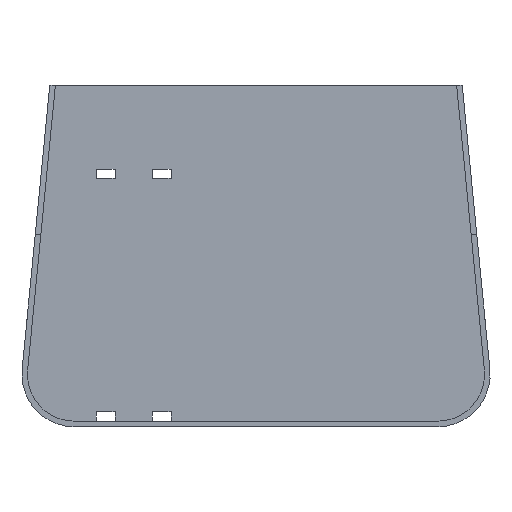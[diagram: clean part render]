
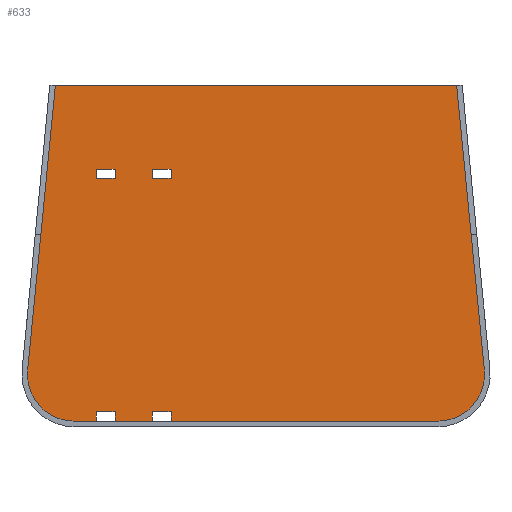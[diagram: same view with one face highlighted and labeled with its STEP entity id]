
A CAD part, top view. The second image highlights one B-rep face of the part: STEP entity #633.
In plain terms, the highlighted planar face has unit normal (0, 0, 1).
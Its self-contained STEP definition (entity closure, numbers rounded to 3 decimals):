
#19=FACE_BOUND('',#78,.T.);
#20=FACE_BOUND('',#79,.T.);
#25=CIRCLE('',#678,25.);
#26=CIRCLE('',#679,25.);
#47=FACE_OUTER_BOUND('',#77,.T.);
#77=EDGE_LOOP('',(#469,#470,#471,#472,#473,#474,#475,#476,#477,#478,#479,
#480,#481,#482));
#78=EDGE_LOOP('',(#483,#484,#485,#486));
#79=EDGE_LOOP('',(#487,#488,#489,#490));
#99=LINE('',#865,#181);
#103=LINE('',#873,#185);
#106=LINE('',#879,#188);
#109=LINE('',#884,#191);
#111=LINE('',#889,#193);
#115=LINE('',#897,#197);
#118=LINE('',#903,#200);
#121=LINE('',#908,#203);
#123=LINE('',#913,#205);
#127=LINE('',#921,#209);
#130=LINE('',#927,#212);
#133=LINE('',#934,#215);
#137=LINE('',#942,#219);
#140=LINE('',#948,#222);
#143=LINE('',#953,#225);
#144=LINE('',#955,#226);
#145=LINE('',#959,#227);
#146=LINE('',#961,#228);
#147=LINE('',#963,#229);
#148=LINE('',#966,#230);
#181=VECTOR('',#705,10.);
#185=VECTOR('',#711,10.);
#188=VECTOR('',#716,10.);
#191=VECTOR('',#721,10.);
#193=VECTOR('',#725,10.);
#197=VECTOR('',#731,10.);
#200=VECTOR('',#736,10.);
#203=VECTOR('',#741,10.);
#205=VECTOR('',#745,10.);
#209=VECTOR('',#751,10.);
#212=VECTOR('',#756,10.);
#215=VECTOR('',#761,10.);
#219=VECTOR('',#767,10.);
#222=VECTOR('',#772,10.);
#225=VECTOR('',#777,10.);
#226=VECTOR('',#778,10.);
#227=VECTOR('',#781,10.);
#228=VECTOR('',#782,10.);
#229=VECTOR('',#783,10.);
#230=VECTOR('',#786,10.);
#263=VERTEX_POINT('',#863);
#264=VERTEX_POINT('',#864);
#267=VERTEX_POINT('',#872);
#269=VERTEX_POINT('',#878);
#271=VERTEX_POINT('',#887);
#272=VERTEX_POINT('',#888);
#275=VERTEX_POINT('',#896);
#277=VERTEX_POINT('',#902);
#279=VERTEX_POINT('',#911);
#280=VERTEX_POINT('',#912);
#283=VERTEX_POINT('',#920);
#285=VERTEX_POINT('',#926);
#287=VERTEX_POINT('',#932);
#288=VERTEX_POINT('',#933);
#291=VERTEX_POINT('',#941);
#293=VERTEX_POINT('',#947);
#295=VERTEX_POINT('',#954);
#296=VERTEX_POINT('',#956);
#297=VERTEX_POINT('',#958);
#298=VERTEX_POINT('',#960);
#299=VERTEX_POINT('',#962);
#300=VERTEX_POINT('',#964);
#323=EDGE_CURVE('',#263,#264,#99,.T.);
#327=EDGE_CURVE('',#264,#267,#103,.T.);
#330=EDGE_CURVE('',#267,#269,#106,.T.);
#333=EDGE_CURVE('',#269,#263,#109,.T.);
#335=EDGE_CURVE('',#271,#272,#111,.T.);
#339=EDGE_CURVE('',#272,#275,#115,.T.);
#342=EDGE_CURVE('',#275,#277,#118,.T.);
#345=EDGE_CURVE('',#277,#271,#121,.T.);
#347=EDGE_CURVE('',#279,#280,#123,.T.);
#351=EDGE_CURVE('',#280,#283,#127,.T.);
#354=EDGE_CURVE('',#285,#279,#130,.T.);
#357=EDGE_CURVE('',#287,#288,#133,.T.);
#361=EDGE_CURVE('',#288,#291,#137,.T.);
#364=EDGE_CURVE('',#293,#287,#140,.T.);
#367=EDGE_CURVE('',#283,#293,#143,.T.);
#368=EDGE_CURVE('',#291,#295,#144,.T.);
#369=EDGE_CURVE('',#296,#295,#25,.T.);
#370=EDGE_CURVE('',#296,#297,#145,.T.);
#371=EDGE_CURVE('',#297,#298,#146,.T.);
#372=EDGE_CURVE('',#298,#299,#147,.T.);
#373=EDGE_CURVE('',#300,#299,#26,.T.);
#374=EDGE_CURVE('',#300,#285,#148,.T.);
#469=ORIENTED_EDGE('',*,*,#354,.T.);
#470=ORIENTED_EDGE('',*,*,#347,.T.);
#471=ORIENTED_EDGE('',*,*,#351,.T.);
#472=ORIENTED_EDGE('',*,*,#367,.T.);
#473=ORIENTED_EDGE('',*,*,#364,.T.);
#474=ORIENTED_EDGE('',*,*,#357,.T.);
#475=ORIENTED_EDGE('',*,*,#361,.T.);
#476=ORIENTED_EDGE('',*,*,#368,.T.);
#477=ORIENTED_EDGE('',*,*,#369,.F.);
#478=ORIENTED_EDGE('',*,*,#370,.T.);
#479=ORIENTED_EDGE('',*,*,#371,.T.);
#480=ORIENTED_EDGE('',*,*,#372,.T.);
#481=ORIENTED_EDGE('',*,*,#373,.F.);
#482=ORIENTED_EDGE('',*,*,#374,.T.);
#483=ORIENTED_EDGE('',*,*,#330,.T.);
#484=ORIENTED_EDGE('',*,*,#333,.T.);
#485=ORIENTED_EDGE('',*,*,#323,.T.);
#486=ORIENTED_EDGE('',*,*,#327,.T.);
#487=ORIENTED_EDGE('',*,*,#342,.T.);
#488=ORIENTED_EDGE('',*,*,#345,.T.);
#489=ORIENTED_EDGE('',*,*,#335,.T.);
#490=ORIENTED_EDGE('',*,*,#339,.T.);
#607=PLANE('',#677);
#633=ADVANCED_FACE('',(#47,#19,#20),#607,.T.);
#677=AXIS2_PLACEMENT_3D('',#952,#775,#776);
#678=AXIS2_PLACEMENT_3D('',#957,#779,#780);
#679=AXIS2_PLACEMENT_3D('',#965,#784,#785);
#705=DIRECTION('',(0.,-1.,0.));
#711=DIRECTION('',(-1.,0.,0.));
#716=DIRECTION('',(0.,1.,0.));
#721=DIRECTION('',(1.,0.,0.));
#725=DIRECTION('',(1.,0.,0.));
#731=DIRECTION('',(0.,-1.,0.));
#736=DIRECTION('',(-1.,0.,0.));
#741=DIRECTION('',(0.,1.,0.));
#745=DIRECTION('',(1.,0.,0.));
#751=DIRECTION('',(0.,-1.,0.));
#756=DIRECTION('',(0.,1.,0.));
#761=DIRECTION('',(1.,0.,0.));
#767=DIRECTION('',(0.,-1.,0.));
#772=DIRECTION('',(0.,1.,0.));
#775=DIRECTION('center_axis',(0.,0.,1.));
#776=DIRECTION('ref_axis',(1.,0.,0.));
#777=DIRECTION('',(1.,0.,0.));
#778=DIRECTION('',(1.,0.,0.));
#779=DIRECTION('center_axis',(0.,0.,-1.));
#780=DIRECTION('ref_axis',(0.741,-0.672,0.));
#781=DIRECTION('',(-0.097,0.995,0.));
#782=DIRECTION('',(-1.,0.,0.));
#783=DIRECTION('',(-0.097,-0.995,0.));
#784=DIRECTION('center_axis',(0.,0.,-1.));
#785=DIRECTION('ref_axis',(-0.741,-0.672,0.));
#786=DIRECTION('',(1.,0.,0.));
#863=CARTESIAN_POINT('',(32.,135.059,3.));
#864=CARTESIAN_POINT('',(32.,130.059,3.));
#865=CARTESIAN_POINT('',(32.,110.03,3.));
#872=CARTESIAN_POINT('',(22.,130.059,3.));
#873=CARTESIAN_POINT('',(64.75,130.059,3.));
#878=CARTESIAN_POINT('',(22.,135.059,3.));
#879=CARTESIAN_POINT('',(22.,112.53,3.));
#884=CARTESIAN_POINT('',(69.75,135.059,3.));
#887=CARTESIAN_POINT('',(52.,135.059,3.));
#888=CARTESIAN_POINT('',(62.,135.059,3.));
#889=CARTESIAN_POINT('',(84.75,135.059,3.));
#896=CARTESIAN_POINT('',(62.,130.059,3.));
#897=CARTESIAN_POINT('',(62.,110.03,3.));
#902=CARTESIAN_POINT('',(52.,130.059,3.));
#903=CARTESIAN_POINT('',(79.75,130.059,3.));
#908=CARTESIAN_POINT('',(52.,112.53,3.));
#911=CARTESIAN_POINT('',(22.,5.,3.));
#912=CARTESIAN_POINT('',(32.,5.,3.));
#913=CARTESIAN_POINT('',(69.75,5.,3.));
#920=CARTESIAN_POINT('',(32.,0.,3.));
#921=CARTESIAN_POINT('',(32.,45.,3.));
#926=CARTESIAN_POINT('',(22.,0.,3.));
#927=CARTESIAN_POINT('',(22.,47.5,3.));
#932=CARTESIAN_POINT('',(52.,5.,3.));
#933=CARTESIAN_POINT('',(62.,5.,3.));
#934=CARTESIAN_POINT('',(84.75,5.,3.));
#941=CARTESIAN_POINT('',(62.,0.,3.));
#942=CARTESIAN_POINT('',(62.,45.,3.));
#947=CARTESIAN_POINT('',(52.,0.,3.));
#948=CARTESIAN_POINT('',(52.,47.5,3.));
#952=CARTESIAN_POINT('Origin',(107.5,90.,3.));
#953=CARTESIAN_POINT('',(232.5,0.,3.));
#954=CARTESIAN_POINT('',(204.952,0.,3.));
#955=CARTESIAN_POINT('',(232.5,0.,3.));
#956=CARTESIAN_POINT('',(229.834,27.419,3.));
#957=CARTESIAN_POINT('Origin',(204.952,25.,3.));
#958=CARTESIAN_POINT('',(215.,180.,3.));
#959=CARTESIAN_POINT('',(232.5,0.,3.));
#960=CARTESIAN_POINT('',(0.,180.,3.));
#961=CARTESIAN_POINT('',(-17.5,180.,3.));
#962=CARTESIAN_POINT('',(-14.834,27.419,3.));
#963=CARTESIAN_POINT('',(-17.5,0.,3.));
#964=CARTESIAN_POINT('',(10.048,0.,3.));
#965=CARTESIAN_POINT('Origin',(10.048,25.,3.));
#966=CARTESIAN_POINT('',(232.5,0.,3.));
